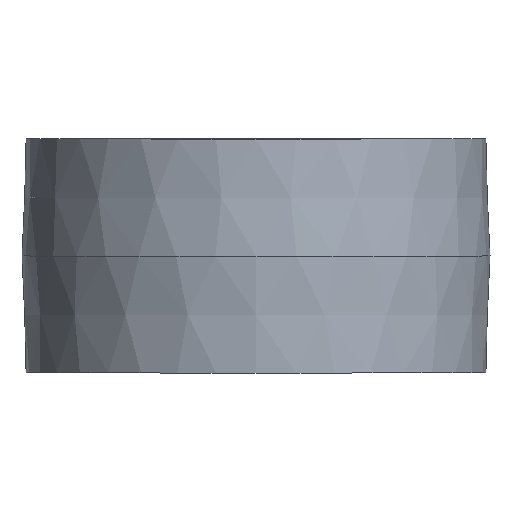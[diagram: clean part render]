
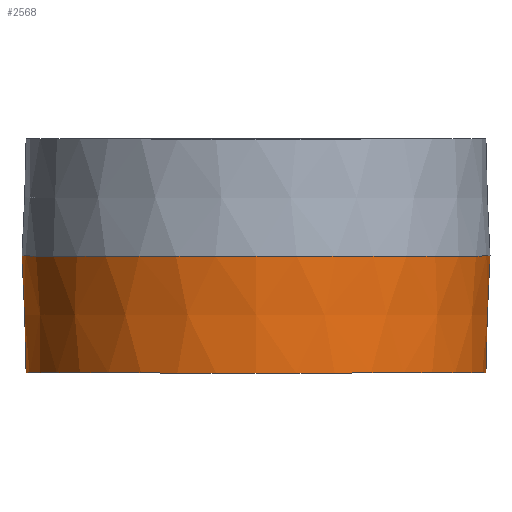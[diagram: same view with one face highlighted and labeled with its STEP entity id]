
A CAD part, left-side view. The second image highlights one B-rep face of the part: STEP entity #2568.
In plain terms, the highlighted conical face has half-angle 2 degrees and reference radius 24.956 mm.
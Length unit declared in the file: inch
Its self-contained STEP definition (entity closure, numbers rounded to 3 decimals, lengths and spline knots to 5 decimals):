
#380=LINE('',#7797,#456);
#456=VECTOR('',#3498,0.98254);
#466=CONICAL_SURFACE('',#2898,0.98254,0.035);
#629=FACE_OUTER_BOUND('',#797,.T.);
#797=EDGE_LOOP('',(#2358,#2359,#2360,#2361,#2362,#2363));
#964=CIRCLE('',#2894,1.);
#967=CIRCLE('',#2897,1.);
#968=CIRCLE('',#2899,0.98254);
#969=CIRCLE('',#2900,0.98254);
#1196=VERTEX_POINT('',#7786);
#1197=VERTEX_POINT('',#7787);
#1200=VERTEX_POINT('',#7796);
#1201=VERTEX_POINT('',#7798);
#1584=EDGE_CURVE('',#1196,#1197,#964,.T.);
#1588=EDGE_CURVE('',#1197,#1196,#967,.T.);
#1589=EDGE_CURVE('',#1196,#1200,#380,.T.);
#1590=EDGE_CURVE('',#1200,#1201,#968,.T.);
#1591=EDGE_CURVE('',#1201,#1200,#969,.T.);
#2358=ORIENTED_EDGE('',*,*,#1584,.F.);
#2359=ORIENTED_EDGE('',*,*,#1589,.T.);
#2360=ORIENTED_EDGE('',*,*,#1590,.T.);
#2361=ORIENTED_EDGE('',*,*,#1591,.T.);
#2362=ORIENTED_EDGE('',*,*,#1589,.F.);
#2363=ORIENTED_EDGE('',*,*,#1588,.F.);
#2568=ADVANCED_FACE('',(#629),#466,.T.);
#2894=AXIS2_PLACEMENT_3D('',#7788,#3487,#3488);
#2897=AXIS2_PLACEMENT_3D('',#7794,#3494,#3495);
#2898=AXIS2_PLACEMENT_3D('',#7795,#3496,#3497);
#2899=AXIS2_PLACEMENT_3D('',#7799,#3499,#3500);
#2900=AXIS2_PLACEMENT_3D('',#7800,#3501,#3502);
#3487=DIRECTION('center_axis',(-1.,0.,0.));
#3488=DIRECTION('ref_axis',(0.,0.,1.));
#3494=DIRECTION('center_axis',(-1.,0.,0.));
#3495=DIRECTION('ref_axis',(0.,0.,1.));
#3496=DIRECTION('center_axis',(-1.,0.,0.));
#3497=DIRECTION('ref_axis',(0.,0.,1.));
#3498=DIRECTION('',(0.999,0.,0.035));
#3499=DIRECTION('center_axis',(-1.,0.,0.));
#3500=DIRECTION('ref_axis',(0.,0.,1.));
#3501=DIRECTION('center_axis',(-1.,0.,0.));
#3502=DIRECTION('ref_axis',(0.,0.,1.));
#7786=CARTESIAN_POINT('',(0.,0.,-1.));
#7787=CARTESIAN_POINT('',(0.,0.,1.));
#7788=CARTESIAN_POINT('Origin',(0.,0.,0.));
#7794=CARTESIAN_POINT('Origin',(0.,0.,0.));
#7795=CARTESIAN_POINT('Origin',(0.5,0.,0.));
#7796=CARTESIAN_POINT('',(0.5,0.,-0.98254));
#7797=CARTESIAN_POINT('',(0.5,0.,-0.98254));
#7798=CARTESIAN_POINT('',(0.5,0.,0.98254));
#7799=CARTESIAN_POINT('Origin',(0.5,0.,0.));
#7800=CARTESIAN_POINT('Origin',(0.5,0.,0.));
